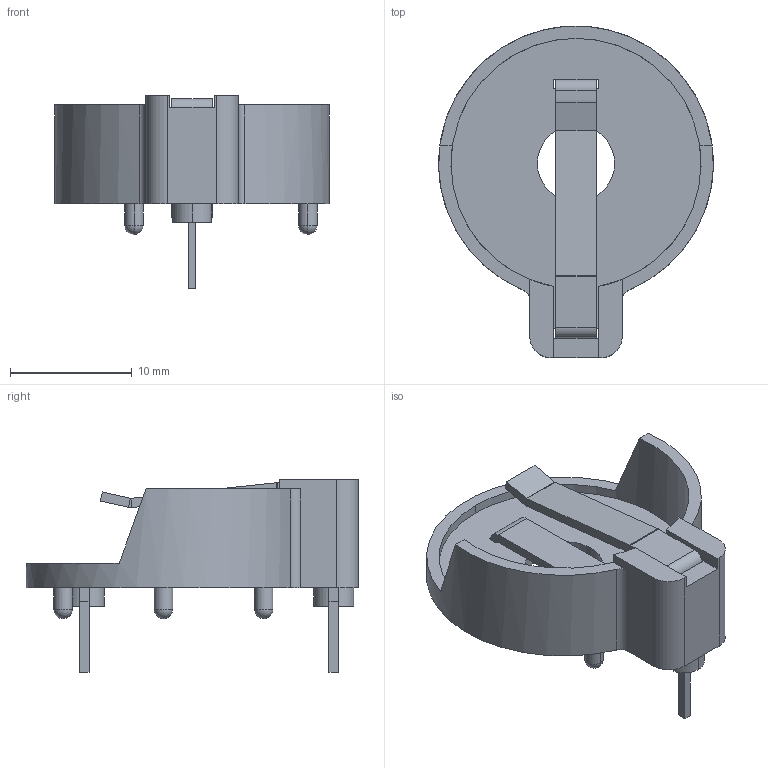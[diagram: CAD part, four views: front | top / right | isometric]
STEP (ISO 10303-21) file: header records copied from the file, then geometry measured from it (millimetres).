
FILE_DESCRIPTION(('FreeCAD Model'),'2;1');
FILE_NAME('Open CASCADE Shape Model','2021-09-08T21:55:35',( 'kicad StepUp'),('ksu MCAD'),'Open CASCADE STEP processor 7.4', 'FreeCAD','Unknown');
FILE_SCHEMA(('CONFIG_CONTROL_DESIGN','SHAPE_APPEARANCE_LAYER_MIM'));
Length unit declared in the file: millimetre
Products named in the file (1): BH800S003_cp_cp
Bounding box: 22.6 x 27.3 x 15.85 mm (x, y, z)
Volume: 1187.8 mm3; surface area: 2142.6 mm2
Topology: 3 solids, 3 shells, 105 faces, 268 edges, 165 vertices
Faces by surface type: plane 70, cylinder 29, sphere 6
Entity records: 3926 total; most frequent: DIRECTION 548, CARTESIAN_POINT 545, ORIENTED_EDGE 524, EDGE_CURVE 262, AXIS2_PLACEMENT_3D 184, LINE 180, VECTOR 180, VERTEX_POINT 165
